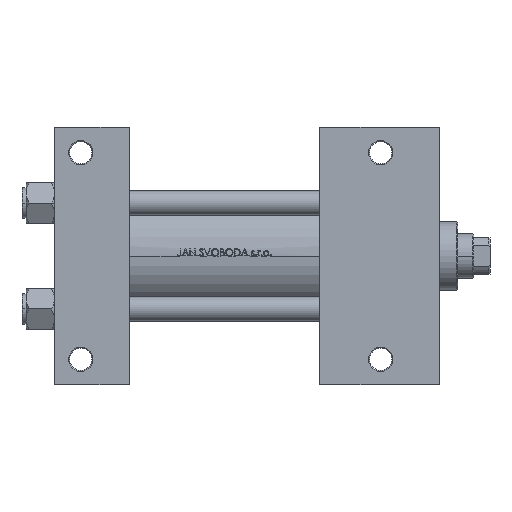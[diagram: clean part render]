
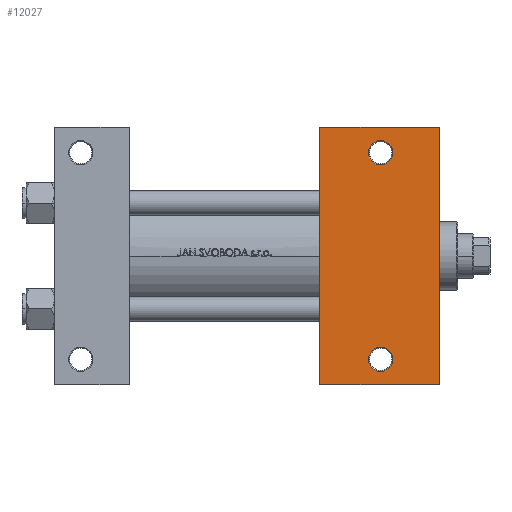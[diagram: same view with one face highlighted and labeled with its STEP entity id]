
A CAD part, front view. The second image highlights one B-rep face of the part: STEP entity #12027.
In plain terms, the highlighted face is planar.
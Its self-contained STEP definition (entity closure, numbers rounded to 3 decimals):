
#830 = ORIENTED_EDGE ( 'NONE', *, *, #42539, .T. ) ;
#1031 = VERTEX_POINT ( 'NONE', #8952 ) ;
#1098 = ORIENTED_EDGE ( 'NONE', *, *, #48615, .F. ) ;
#1163 = CARTESIAN_POINT ( 'NONE',  ( 161., 51., -37.5 ) ) ;
#2513 = VERTEX_POINT ( 'NONE', #42757 ) ;
#3872 = AXIS2_PLACEMENT_3D ( 'NONE', #1163, #45999, #24333 ) ;
#4885 = EDGE_CURVE ( 'NONE', #37256, #28481, #37961, .T. ) ;
#5055 = VERTEX_POINT ( 'NONE', #41145 ) ;
#6108 = VERTEX_POINT ( 'NONE', #8975 ) ;
#6178 = CARTESIAN_POINT ( 'NONE',  ( 161., 51., -37.5 ) ) ;
#6477 = ORIENTED_EDGE ( 'NONE', *, *, #4885, .T. ) ;
#6801 = CARTESIAN_POINT ( 'NONE',  ( 131., 63.5, -37.5 ) ) ;
#6882 = CARTESIAN_POINT ( 'NONE',  ( 131., 37.5, -37.5 ) ) ;
#8309 = DIRECTION ( 'NONE',  ( -1., 0., 0. ) ) ;
#8648 = AXIS2_PLACEMENT_3D ( 'NONE', #36270, #14578, #33520 ) ;
#8952 = CARTESIAN_POINT ( 'NONE',  ( 131., -63.5, -37.5 ) ) ;
#8975 = CARTESIAN_POINT ( 'NONE',  ( 190., 63.5, -37.5 ) ) ;
#9014 = ORIENTED_EDGE ( 'NONE', *, *, #28277, .T. ) ;
#9500 = EDGE_CURVE ( 'NONE', #2513, #14288, #38804, .T. ) ;
#10602 = FACE_BOUND ( 'NONE', #38484, .T. ) ;
#10747 = VECTOR ( 'NONE', #40651, 1000. ) ;
#12027 = ADVANCED_FACE ( 'NONE', ( #10602, #14105, #44723 ), #25802, .T. ) ;
#14105 = FACE_BOUND ( 'NONE', #18414, .T. ) ;
#14288 = VERTEX_POINT ( 'NONE', #30998 ) ;
#14578 = DIRECTION ( 'NONE',  ( 0., 0., -1. ) ) ;
#15069 = AXIS2_PLACEMENT_3D ( 'NONE', #19769, #35222, #8309 ) ;
#16343 = EDGE_LOOP ( 'NONE', ( #1098, #27259, #31497, #9014 ) ) ;
#17145 = VECTOR ( 'NONE', #27785, 1000. ) ;
#18414 = EDGE_LOOP ( 'NONE', ( #6477, #830 ) ) ;
#19488 = CARTESIAN_POINT ( 'NONE',  ( 161., -51., -37.5 ) ) ;
#19769 = CARTESIAN_POINT ( 'NONE',  ( 161., -51., -37.5 ) ) ;
#20406 = CARTESIAN_POINT ( 'NONE',  ( 166.999, -51., -37.5 ) ) ;
#20425 = AXIS2_PLACEMENT_3D ( 'NONE', #19488, #42397, #34213 ) ;
#20484 = ORIENTED_EDGE ( 'NONE', *, *, #9500, .T. ) ;
#20675 = VECTOR ( 'NONE', #26549, 1000. ) ;
#24333 = DIRECTION ( 'NONE',  ( -1., 0., 0. ) ) ;
#25474 = LINE ( 'NONE', #29930, #10747 ) ;
#25802 = PLANE ( 'NONE',  #8648 ) ;
#26094 = DIRECTION ( 'NONE',  ( 0., 0., 1. ) ) ;
#26549 = DIRECTION ( 'NONE',  ( 0., -1., 0. ) ) ;
#27106 = CARTESIAN_POINT ( 'NONE',  ( 155.001, -51., -37.5 ) ) ;
#27259 = ORIENTED_EDGE ( 'NONE', *, *, #36951, .T. ) ;
#27636 = VECTOR ( 'NONE', #29922, 1000. ) ;
#27785 = DIRECTION ( 'NONE',  ( 0., -1., 0. ) ) ;
#28277 = EDGE_CURVE ( 'NONE', #5055, #1031, #25474, .T. ) ;
#28481 = VERTEX_POINT ( 'NONE', #20406 ) ;
#28637 = EDGE_CURVE ( 'NONE', #6108, #5055, #30532, .T. ) ;
#29290 = AXIS2_PLACEMENT_3D ( 'NONE', #6178, #26094, #36827 ) ;
#29922 = DIRECTION ( 'NONE',  ( 1., 0., 0. ) ) ;
#29930 = CARTESIAN_POINT ( 'NONE',  ( 131., -63.5, -37.5 ) ) ;
#30532 = LINE ( 'NONE', #45701, #17145 ) ;
#30998 = CARTESIAN_POINT ( 'NONE',  ( 155.001, 51., -37.5 ) ) ;
#31497 = ORIENTED_EDGE ( 'NONE', *, *, #28637, .T. ) ;
#33432 = VERTEX_POINT ( 'NONE', #6801 ) ;
#33520 = DIRECTION ( 'NONE',  ( -1., 0., 0. ) ) ;
#33656 = LINE ( 'NONE', #48842, #27636 ) ;
#34213 = DIRECTION ( 'NONE',  ( -1., 0., 0. ) ) ;
#34877 = CIRCLE ( 'NONE', #3872, 5.999 ) ;
#35222 = DIRECTION ( 'NONE',  ( 0., 0., 1. ) ) ;
#36270 = CARTESIAN_POINT ( 'NONE',  ( 190., 37.5, -37.5 ) ) ;
#36562 = CIRCLE ( 'NONE', #15069, 5.999 ) ;
#36827 = DIRECTION ( 'NONE',  ( -1., 0., 0. ) ) ;
#36951 = EDGE_CURVE ( 'NONE', #33432, #6108, #33656, .T. ) ;
#37246 = ORIENTED_EDGE ( 'NONE', *, *, #39914, .T. ) ;
#37256 = VERTEX_POINT ( 'NONE', #27106 ) ;
#37961 = CIRCLE ( 'NONE', #20425, 5.999 ) ;
#38484 = EDGE_LOOP ( 'NONE', ( #37246, #20484 ) ) ;
#38804 = CIRCLE ( 'NONE', #29290, 5.999 ) ;
#39914 = EDGE_CURVE ( 'NONE', #14288, #2513, #34877, .T. ) ;
#40651 = DIRECTION ( 'NONE',  ( -1., 0., 0. ) ) ;
#41145 = CARTESIAN_POINT ( 'NONE',  ( 190., -63.5, -37.5 ) ) ;
#42397 = DIRECTION ( 'NONE',  ( 0., 0., 1. ) ) ;
#42539 = EDGE_CURVE ( 'NONE', #28481, #37256, #36562, .T. ) ;
#42757 = CARTESIAN_POINT ( 'NONE',  ( 166.999, 51., -37.5 ) ) ;
#44723 = FACE_OUTER_BOUND ( 'NONE', #16343, .T. ) ;
#44753 = LINE ( 'NONE', #6882, #20675 ) ;
#45701 = CARTESIAN_POINT ( 'NONE',  ( 190., 37.5, -37.5 ) ) ;
#45999 = DIRECTION ( 'NONE',  ( 0., 0., 1. ) ) ;
#48615 = EDGE_CURVE ( 'NONE', #33432, #1031, #44753, .T. ) ;
#48842 = CARTESIAN_POINT ( 'NONE',  ( 131., 63.5, -37.5 ) ) ;
